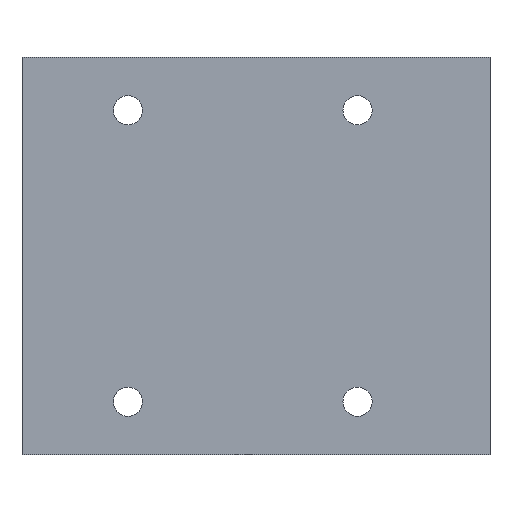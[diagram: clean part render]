
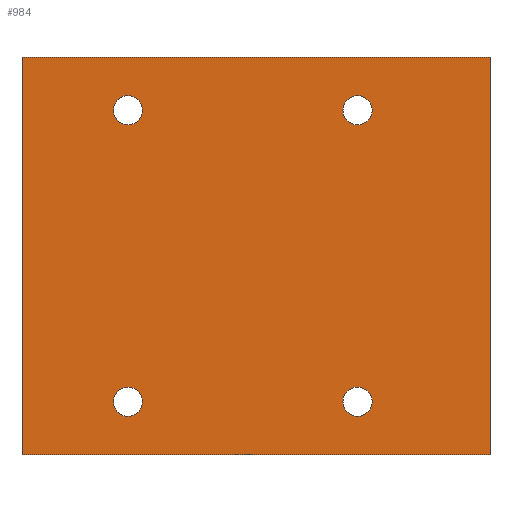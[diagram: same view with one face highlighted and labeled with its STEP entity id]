
A CAD part, front view. The second image highlights one B-rep face of the part: STEP entity #984.
In plain terms, the highlighted planar face has unit normal (0, -1, 0).
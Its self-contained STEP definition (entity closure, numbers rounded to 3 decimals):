
#37 = ORIENTED_EDGE ( 'NONE', *, *, #59, .T. ) ;
#55 = EDGE_CURVE ( 'NONE', #488, #486, #156, .T. ) ;
#57 = ORIENTED_EDGE ( 'NONE', *, *, #166, .F. ) ;
#59 = EDGE_CURVE ( 'NONE', #623, #675, #853, .T. ) ;
#60 = VECTOR ( 'NONE', #504, 1000. ) ;
#62 = VERTEX_POINT ( 'NONE', #75 ) ;
#75 = CARTESIAN_POINT ( 'NONE',  ( 12., 0., 4.35 ) ) ;
#85 = DIRECTION ( 'NONE',  ( 0., -1., 0. ) ) ;
#94 = EDGE_LOOP ( 'NONE', ( #1049, #805 ) ) ;
#95 = CARTESIAN_POINT ( 'NONE',  ( 38., 0., 37.35 ) ) ;
#121 = EDGE_CURVE ( 'NONE', #675, #812, #300, .T. ) ;
#139 = CARTESIAN_POINT ( 'NONE',  ( 12., 0., 6. ) ) ;
#151 = ORIENTED_EDGE ( 'NONE', *, *, #121, .T. ) ;
#156 = CIRCLE ( 'NONE', #833, 1.65 ) ;
#159 = EDGE_CURVE ( 'NONE', #962, #812, #644, .T. ) ;
#160 = DIRECTION ( 'NONE',  ( 0., 0., 1. ) ) ;
#166 = EDGE_CURVE ( 'NONE', #62, #760, #420, .T. ) ;
#167 = VERTEX_POINT ( 'NONE', #250 ) ;
#179 = CIRCLE ( 'NONE', #301, 1.65 ) ;
#206 = EDGE_CURVE ( 'NONE', #486, #488, #490, .T. ) ;
#218 = VERTEX_POINT ( 'NONE', #1051 ) ;
#225 = ORIENTED_EDGE ( 'NONE', *, *, #159, .F. ) ;
#232 = DIRECTION ( 'NONE',  ( 0., -1., 0. ) ) ;
#234 = PLANE ( 'NONE',  #331 ) ;
#250 = CARTESIAN_POINT ( 'NONE',  ( 12., 0., 37.35 ) ) ;
#274 = CARTESIAN_POINT ( 'NONE',  ( 38., 0., 7.65 ) ) ;
#278 = ORIENTED_EDGE ( 'NONE', *, *, #55, .F. ) ;
#289 = VERTEX_POINT ( 'NONE', #95 ) ;
#291 = DIRECTION ( 'NONE',  ( 0., -1., 0. ) ) ;
#300 = LINE ( 'NONE', #987, #745 ) ;
#301 = AXIS2_PLACEMENT_3D ( 'NONE', #672, #496, #774 ) ;
#324 = DIRECTION ( 'NONE',  ( 0., -1., 0. ) ) ;
#329 = CIRCLE ( 'NONE', #1137, 1.65 ) ;
#331 = AXIS2_PLACEMENT_3D ( 'NONE', #1138, #441, #1174 ) ;
#334 = EDGE_CURVE ( 'NONE', #760, #62, #718, .T. ) ;
#342 = VERTEX_POINT ( 'NONE', #624 ) ;
#368 = AXIS2_PLACEMENT_3D ( 'NONE', #831, #739, #639 ) ;
#369 = DIRECTION ( 'NONE',  ( 1., 0., 0. ) ) ;
#375 = CARTESIAN_POINT ( 'NONE',  ( 53., 0., 45. ) ) ;
#387 = EDGE_CURVE ( 'NONE', #218, #289, #329, .T. ) ;
#408 = EDGE_LOOP ( 'NONE', ( #151, #225, #554, #37 ) ) ;
#409 = EDGE_CURVE ( 'NONE', #623, #962, #450, .T. ) ;
#414 = CARTESIAN_POINT ( 'NONE',  ( 38., 0., 6. ) ) ;
#415 = VECTOR ( 'NONE', #369, 1000. ) ;
#420 = CIRCLE ( 'NONE', #660, 1.65 ) ;
#441 = DIRECTION ( 'NONE',  ( 0., 1., 0. ) ) ;
#450 = LINE ( 'NONE', #1116, #415 ) ;
#472 = FACE_BOUND ( 'NONE', #993, .T. ) ;
#486 = VERTEX_POINT ( 'NONE', #794 ) ;
#488 = VERTEX_POINT ( 'NONE', #274 ) ;
#490 = CIRCLE ( 'NONE', #549, 1.65 ) ;
#496 = DIRECTION ( 'NONE',  ( 0., -1., 0. ) ) ;
#503 = CARTESIAN_POINT ( 'NONE',  ( 53., 0., 45. ) ) ;
#504 = DIRECTION ( 'NONE',  ( 0., 0., -1. ) ) ;
#506 = ORIENTED_EDGE ( 'NONE', *, *, #334, .F. ) ;
#507 = AXIS2_PLACEMENT_3D ( 'NONE', #1085, #622, #713 ) ;
#524 = CARTESIAN_POINT ( 'NONE',  ( 38., 0., 6. ) ) ;
#531 = CIRCLE ( 'NONE', #507, 1.65 ) ;
#549 = AXIS2_PLACEMENT_3D ( 'NONE', #524, #85, #884 ) ;
#551 = CIRCLE ( 'NONE', #368, 1.65 ) ;
#554 = ORIENTED_EDGE ( 'NONE', *, *, #409, .F. ) ;
#566 = DIRECTION ( 'NONE',  ( 0., 0., 1. ) ) ;
#583 = FACE_BOUND ( 'NONE', #94, .T. ) ;
#595 = DIRECTION ( 'NONE',  ( 0., 0., 1. ) ) ;
#603 = CARTESIAN_POINT ( 'NONE',  ( 0., 0., 45. ) ) ;
#612 = DIRECTION ( 'NONE',  ( 1., 0., 0. ) ) ;
#622 = DIRECTION ( 'NONE',  ( 0., -1., 0. ) ) ;
#623 = VERTEX_POINT ( 'NONE', #1077 ) ;
#624 = CARTESIAN_POINT ( 'NONE',  ( 12., 0., 40.65 ) ) ;
#627 = FACE_BOUND ( 'NONE', #901, .T. ) ;
#639 = DIRECTION ( 'NONE',  ( 0., 0., 1. ) ) ;
#644 = LINE ( 'NONE', #375, #1060 ) ;
#646 = ORIENTED_EDGE ( 'NONE', *, *, #206, .F. ) ;
#660 = AXIS2_PLACEMENT_3D ( 'NONE', #139, #232, #160 ) ;
#672 = CARTESIAN_POINT ( 'NONE',  ( 12., 0., 39. ) ) ;
#675 = VERTEX_POINT ( 'NONE', #897 ) ;
#691 = EDGE_CURVE ( 'NONE', #342, #167, #531, .T. ) ;
#713 = DIRECTION ( 'NONE',  ( 0., 0., 1. ) ) ;
#715 = DIRECTION ( 'NONE',  ( 0., -1., 0. ) ) ;
#718 = CIRCLE ( 'NONE', #1141, 1.65 ) ;
#739 = DIRECTION ( 'NONE',  ( 0., -1., 0. ) ) ;
#745 = VECTOR ( 'NONE', #612, 1000. ) ;
#760 = VERTEX_POINT ( 'NONE', #1017 ) ;
#774 = DIRECTION ( 'NONE',  ( 0., 0., 1. ) ) ;
#794 = CARTESIAN_POINT ( 'NONE',  ( 38., 0., 4.35 ) ) ;
#797 = ORIENTED_EDGE ( 'NONE', *, *, #948, .F. ) ;
#805 = ORIENTED_EDGE ( 'NONE', *, *, #1162, .F. ) ;
#812 = VERTEX_POINT ( 'NONE', #1105 ) ;
#829 = CARTESIAN_POINT ( 'NONE',  ( 38., 0., 39. ) ) ;
#831 = CARTESIAN_POINT ( 'NONE',  ( 38., 0., 39. ) ) ;
#833 = AXIS2_PLACEMENT_3D ( 'NONE', #414, #324, #595 ) ;
#853 = LINE ( 'NONE', #603, #60 ) ;
#884 = DIRECTION ( 'NONE',  ( 0., 0., 1. ) ) ;
#897 = CARTESIAN_POINT ( 'NONE',  ( 0., 0., 0. ) ) ;
#901 = EDGE_LOOP ( 'NONE', ( #278, #646 ) ) ;
#938 = DIRECTION ( 'NONE',  ( 0., 0., -1. ) ) ;
#948 = EDGE_CURVE ( 'NONE', #167, #342, #179, .T. ) ;
#955 = ORIENTED_EDGE ( 'NONE', *, *, #691, .F. ) ;
#961 = FACE_BOUND ( 'NONE', #1147, .T. ) ;
#962 = VERTEX_POINT ( 'NONE', #503 ) ;
#984 = ADVANCED_FACE ( 'NONE', ( #583, #961, #472, #627, #1019 ), #234, .F. ) ;
#987 = CARTESIAN_POINT ( 'NONE',  ( 0., 0., 0. ) ) ;
#988 = CARTESIAN_POINT ( 'NONE',  ( 12., 0., 6. ) ) ;
#993 = EDGE_LOOP ( 'NONE', ( #506, #57 ) ) ;
#1017 = CARTESIAN_POINT ( 'NONE',  ( 12., 0., 7.65 ) ) ;
#1019 = FACE_OUTER_BOUND ( 'NONE', #408, .T. ) ;
#1049 = ORIENTED_EDGE ( 'NONE', *, *, #387, .F. ) ;
#1051 = CARTESIAN_POINT ( 'NONE',  ( 38., 0., 40.65 ) ) ;
#1060 = VECTOR ( 'NONE', #938, 1000. ) ;
#1077 = CARTESIAN_POINT ( 'NONE',  ( 0., 0., 45. ) ) ;
#1085 = CARTESIAN_POINT ( 'NONE',  ( 12., 0., 39. ) ) ;
#1092 = DIRECTION ( 'NONE',  ( 0., 0., 1. ) ) ;
#1105 = CARTESIAN_POINT ( 'NONE',  ( 53., 0., 0. ) ) ;
#1116 = CARTESIAN_POINT ( 'NONE',  ( 0., 0., 45. ) ) ;
#1137 = AXIS2_PLACEMENT_3D ( 'NONE', #829, #291, #566 ) ;
#1138 = CARTESIAN_POINT ( 'NONE',  ( 0., 0., 45. ) ) ;
#1141 = AXIS2_PLACEMENT_3D ( 'NONE', #988, #715, #1092 ) ;
#1147 = EDGE_LOOP ( 'NONE', ( #955, #797 ) ) ;
#1162 = EDGE_CURVE ( 'NONE', #289, #218, #551, .T. ) ;
#1174 = DIRECTION ( 'NONE',  ( 0., 0., 1. ) ) ;
